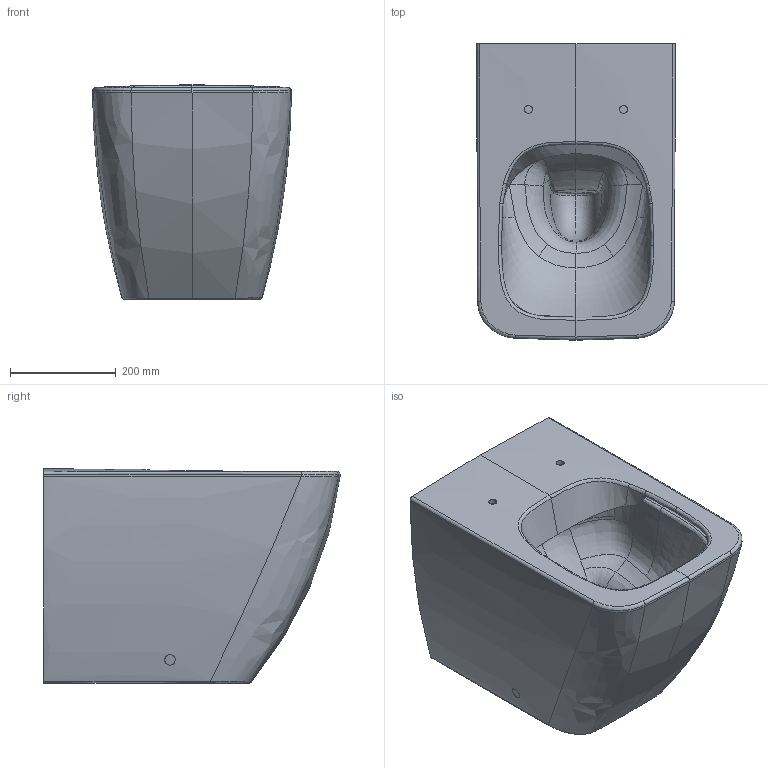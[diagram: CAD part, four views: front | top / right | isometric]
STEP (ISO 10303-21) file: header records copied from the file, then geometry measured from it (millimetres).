
FILE_DESCRIPTION(/* description */ (''),/* implementation_level */ '2;1');
FILE_NAME(/* name */ '5639R0_Legato.stp',/* time_stamp */ '2019-01-30T12:18:07+01:00',/* author */ (''),/* organization */ (''),/* preprocessor_version */ 'ST-DEVELOPER v16',/* originating_system */ 'SIEMENS PLM Software NX 10.0',/* authorisation */ '');
FILE_SCHEMA (('AUTOMOTIVE_DESIGN { 1 0 10303 214 3 1 1 1 }'));
Products named in the file (1): math1D2808FB4sdp
Bounding box: 374.82 x 560 x 404.97 mm (x, y, z)
Volume: 50828027.3 mm3; surface area: 1201930.5 mm2
Topology: 1 solids, 1 shells, 256 faces, 737 edges, 484 vertices
Faces by surface type: bspline 244, plane 8, sphere 2, cylinder 2
Full cylindrical faces by diameter (mm): 15 x2
Entity records: 47525 total; most frequent: CARTESIAN_POINT 43022, ORIENTED_EDGE 1460, EDGE_CURVE 730, B_SPLINE_CURVE_WITH_KNOTS 652, VERTEX_POINT 482, EDGE_LOOP 262, ADVANCED_FACE 256, FACE_OUTER_BOUND 250
